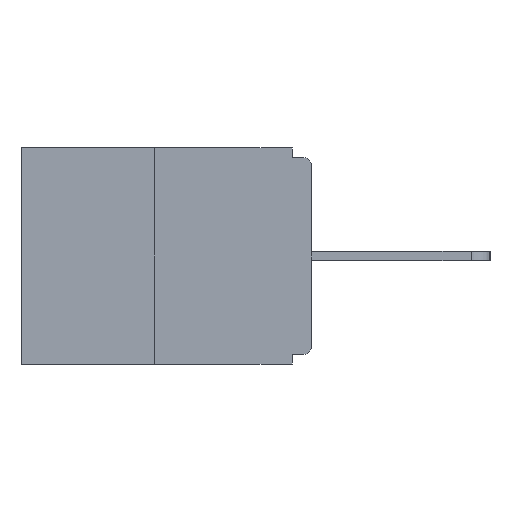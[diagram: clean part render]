
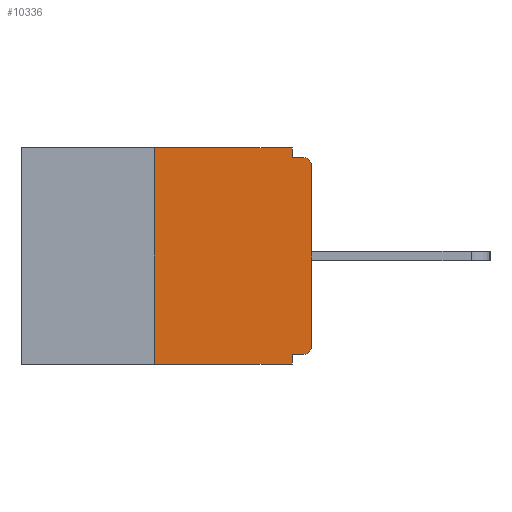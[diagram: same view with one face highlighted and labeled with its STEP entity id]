
A CAD part, left-side view. The second image highlights one B-rep face of the part: STEP entity #10336.
In plain terms, the highlighted planar face has unit normal (-1, 0, 0).
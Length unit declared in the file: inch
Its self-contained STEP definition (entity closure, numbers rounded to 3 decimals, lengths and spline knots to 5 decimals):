
#72 = DIRECTION ( 'NONE',  ( 0., -1., 0. ) ) ;
#251 = VECTOR ( 'NONE', #19401, 39.37008 ) ;
#307 = VECTOR ( 'NONE', #23457, 39.37008 ) ;
#483 = DIRECTION ( 'NONE',  ( 0., 0., 1. ) ) ;
#596 = EDGE_CURVE ( 'NONE', #4565, #8574, #927, .T. ) ;
#798 = EDGE_CURVE ( 'NONE', #25165, #4565, #1749, .T. ) ;
#927 = LINE ( 'NONE', #21894, #17805 ) ;
#1184 = CARTESIAN_POINT ( 'NONE',  ( 0., 0.031, -0.343 ) ) ;
#1427 = ORIENTED_EDGE ( 'NONE', *, *, #798, .F. ) ;
#1660 = CARTESIAN_POINT ( 'NONE',  ( 0., 0.031, -0.343 ) ) ;
#1668 = FACE_OUTER_BOUND ( 'NONE', #8537, .T. ) ;
#1682 = CARTESIAN_POINT ( 'NONE',  ( 0., 0.031, 0. ) ) ;
#1749 = LINE ( 'NONE', #22992, #12055 ) ;
#2105 = VERTEX_POINT ( 'NONE', #23560 ) ;
#2310 = DIRECTION ( 'NONE',  ( 0., 0., 1. ) ) ;
#3192 = CIRCLE ( 'NONE', #6767, 0.015 ) ;
#3268 = EDGE_CURVE ( 'NONE', #23075, #20246, #14191, .T. ) ;
#3476 = DIRECTION ( 'NONE',  ( 1., 0., 0. ) ) ;
#3849 = ORIENTED_EDGE ( 'NONE', *, *, #3268, .T. ) ;
#3936 = EDGE_CURVE ( 'NONE', #22808, #2105, #17114, .T. ) ;
#4402 = DIRECTION ( 'NONE',  ( 0., 1., 0. ) ) ;
#4540 = VECTOR ( 'NONE', #20756, 39.37008 ) ;
#4565 = VERTEX_POINT ( 'NONE', #1682 ) ;
#4692 = DIRECTION ( 'NONE',  ( 0., 0., -1. ) ) ;
#4799 = CARTESIAN_POINT ( 'NONE',  ( 0., 0., 0. ) ) ;
#6767 = AXIS2_PLACEMENT_3D ( 'NONE', #15215, #21921, #23755 ) ;
#6783 = CARTESIAN_POINT ( 'NONE',  ( 0., 0.25, -0.343 ) ) ;
#7755 = CARTESIAN_POINT ( 'NONE',  ( 0., 0.46, -0.343 ) ) ;
#8182 = EDGE_CURVE ( 'NONE', #23075, #25165, #10811, .T. ) ;
#8537 = EDGE_LOOP ( 'NONE', ( #1427, #14011, #3849, #21129, #11623, #21793, #26226, #15608, #27441, #25516 ) ) ;
#8550 = CARTESIAN_POINT ( 'NONE',  ( 0., 0.031, -0.015 ) ) ;
#8574 = VERTEX_POINT ( 'NONE', #8550 ) ;
#9303 = EDGE_CURVE ( 'NONE', #13546, #20246, #10170, .T. ) ;
#9699 = AXIS2_PLACEMENT_3D ( 'NONE', #13953, #3476, #22771 ) ;
#9814 = VERTEX_POINT ( 'NONE', #17247 ) ;
#10037 = DIRECTION ( 'NONE',  ( -1., 0., 0. ) ) ;
#10170 = LINE ( 'NONE', #1660, #307 ) ;
#10336 = ADVANCED_FACE ( 'NONE', ( #1668 ), #20664, .F. ) ;
#10592 = DIRECTION ( 'NONE',  ( 0., 0., -1. ) ) ;
#10693 = LINE ( 'NONE', #13070, #27229 ) ;
#10811 = LINE ( 'NONE', #21457, #24380 ) ;
#10914 = CARTESIAN_POINT ( 'NONE',  ( 0., 0.015, -0.015 ) ) ;
#11363 = EDGE_CURVE ( 'NONE', #9814, #13546, #10693, .T. ) ;
#11623 = ORIENTED_EDGE ( 'NONE', *, *, #11363, .F. ) ;
#11669 = CIRCLE ( 'NONE', #15694, 0.015 ) ;
#12055 = VECTOR ( 'NONE', #72, 39.37008 ) ;
#13070 = CARTESIAN_POINT ( 'NONE',  ( 0., 0., -0.328 ) ) ;
#13546 = VERTEX_POINT ( 'NONE', #19998 ) ;
#13953 = CARTESIAN_POINT ( 'NONE',  ( 0., 0.46, 0. ) ) ;
#14011 = ORIENTED_EDGE ( 'NONE', *, *, #8182, .F. ) ;
#14191 = LINE ( 'NONE', #7755, #4540 ) ;
#14511 = CARTESIAN_POINT ( 'NONE',  ( 0., 0.015, -0.03 ) ) ;
#15208 = LINE ( 'NONE', #22047, #251 ) ;
#15215 = CARTESIAN_POINT ( 'NONE',  ( 0., 0.015, -0.313 ) ) ;
#15608 = ORIENTED_EDGE ( 'NONE', *, *, #16118, .T. ) ;
#15694 = AXIS2_PLACEMENT_3D ( 'NONE', #14511, #10037, #10592 ) ;
#16118 = EDGE_CURVE ( 'NONE', #2105, #27434, #11669, .T. ) ;
#16330 = EDGE_CURVE ( 'NONE', #9814, #22808, #3192, .T. ) ;
#17114 = LINE ( 'NONE', #4799, #24690 ) ;
#17247 = CARTESIAN_POINT ( 'NONE',  ( 0., 0.015, -0.328 ) ) ;
#17805 = VECTOR ( 'NONE', #4692, 39.37008 ) ;
#19401 = DIRECTION ( 'NONE',  ( 0., -1., 0. ) ) ;
#19998 = CARTESIAN_POINT ( 'NONE',  ( 0., 0.031, -0.328 ) ) ;
#20214 = CARTESIAN_POINT ( 'NONE',  ( 0., 0., -0.313 ) ) ;
#20246 = VERTEX_POINT ( 'NONE', #1184 ) ;
#20664 = PLANE ( 'NONE',  #9699 ) ;
#20756 = DIRECTION ( 'NONE',  ( 0., -1., 0. ) ) ;
#21129 = ORIENTED_EDGE ( 'NONE', *, *, #9303, .F. ) ;
#21321 = CARTESIAN_POINT ( 'NONE',  ( 0., 0.25, 0. ) ) ;
#21457 = CARTESIAN_POINT ( 'NONE',  ( 0., 0.25, 0. ) ) ;
#21793 = ORIENTED_EDGE ( 'NONE', *, *, #16330, .T. ) ;
#21894 = CARTESIAN_POINT ( 'NONE',  ( 0., 0.031, 0. ) ) ;
#21921 = DIRECTION ( 'NONE',  ( -1., 0., 0. ) ) ;
#22047 = CARTESIAN_POINT ( 'NONE',  ( 0., 0., -0.015 ) ) ;
#22751 = EDGE_CURVE ( 'NONE', #8574, #27434, #15208, .T. ) ;
#22771 = DIRECTION ( 'NONE',  ( 0., 0., -1. ) ) ;
#22808 = VERTEX_POINT ( 'NONE', #20214 ) ;
#22992 = CARTESIAN_POINT ( 'NONE',  ( 0., 0.46, 0. ) ) ;
#23075 = VERTEX_POINT ( 'NONE', #6783 ) ;
#23457 = DIRECTION ( 'NONE',  ( 0., 0., -1. ) ) ;
#23560 = CARTESIAN_POINT ( 'NONE',  ( 0., 0., -0.03 ) ) ;
#23755 = DIRECTION ( 'NONE',  ( 0., 0., -1. ) ) ;
#24380 = VECTOR ( 'NONE', #2310, 39.37008 ) ;
#24690 = VECTOR ( 'NONE', #483, 39.37008 ) ;
#25165 = VERTEX_POINT ( 'NONE', #21321 ) ;
#25516 = ORIENTED_EDGE ( 'NONE', *, *, #596, .F. ) ;
#26226 = ORIENTED_EDGE ( 'NONE', *, *, #3936, .T. ) ;
#27229 = VECTOR ( 'NONE', #4402, 39.37008 ) ;
#27434 = VERTEX_POINT ( 'NONE', #10914 ) ;
#27441 = ORIENTED_EDGE ( 'NONE', *, *, #22751, .F. ) ;
